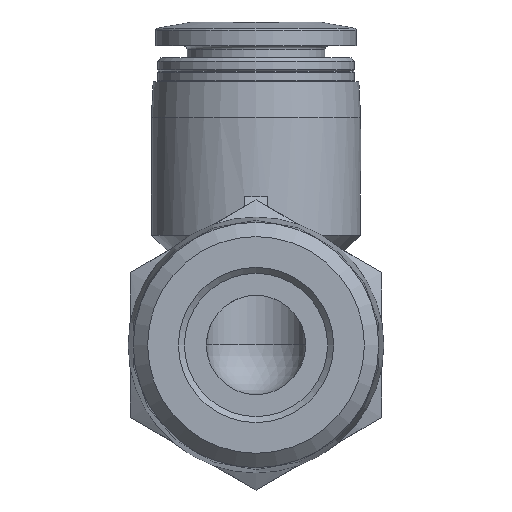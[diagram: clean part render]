
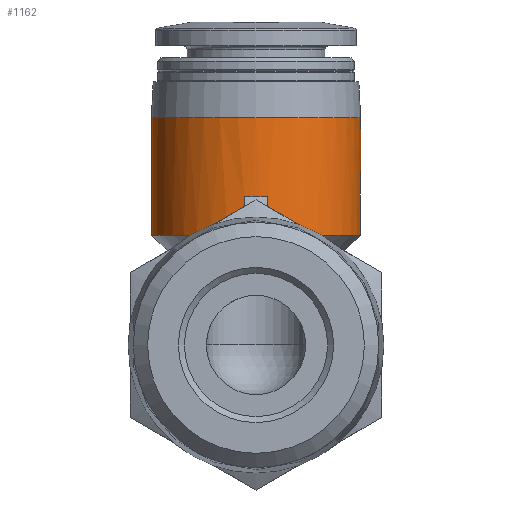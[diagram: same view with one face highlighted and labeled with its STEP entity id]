
A CAD part, front view. The second image highlights one B-rep face of the part: STEP entity #1162.
In plain terms, the highlighted cylindrical face has radius 8.75 mm (diameter 17.5 mm), a full revolution.
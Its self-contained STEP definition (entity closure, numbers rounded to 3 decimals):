
#45=LINE('',#1682,#62);
#46=LINE('',#1686,#63);
#62=VECTOR('',#1420,1000.);
#63=VECTOR('',#1423,1000.);
#132=ELLIPSE('',#1255,12.374,8.75);
#187=ORIENTED_EDGE('',*,*,#367,.F.);
#188=ORIENTED_EDGE('',*,*,#368,.F.);
#189=ORIENTED_EDGE('',*,*,#369,.F.);
#190=ORIENTED_EDGE('',*,*,#370,.T.);
#191=ORIENTED_EDGE('',*,*,#366,.T.);
#366=EDGE_CURVE('',#459,#459,#518,.T.);
#367=EDGE_CURVE('',#460,#461,#519,.T.);
#368=EDGE_CURVE('',#462,#460,#45,.T.);
#369=EDGE_CURVE('',#463,#462,#132,.T.);
#370=EDGE_CURVE('',#463,#461,#46,.T.);
#459=VERTEX_POINT('',#1677);
#460=VERTEX_POINT('',#1680);
#461=VERTEX_POINT('',#1681);
#462=VERTEX_POINT('',#1683);
#463=VERTEX_POINT('',#1685);
#518=CIRCLE('',#1252,8.75);
#519=CIRCLE('',#1254,8.75);
#579=EDGE_LOOP('',(#187,#188,#189,#190));
#580=EDGE_LOOP('',(#191));
#668=FACE_BOUND('',#579,.T.);
#669=FACE_BOUND('',#580,.T.);
#725=CYLINDRICAL_SURFACE('',#1253,8.75);
#1162=ADVANCED_FACE('',(#668,#669),#725,.T.);
#1252=AXIS2_PLACEMENT_3D('',#1676,#1414,#1415);
#1253=AXIS2_PLACEMENT_3D('',#1678,#1416,#1417);
#1254=AXIS2_PLACEMENT_3D('',#1679,#1418,#1419);
#1255=AXIS2_PLACEMENT_3D('',#1684,#1421,#1422);
#1414=DIRECTION('',(0.,0.,-1.));
#1415=DIRECTION('',(-1.,0.,0.));
#1416=DIRECTION('',(0.,0.,-1.));
#1417=DIRECTION('',(-1.,0.,0.));
#1418=DIRECTION('',(0.,0.,-1.));
#1419=DIRECTION('',(-1.,0.,0.));
#1420=DIRECTION('',(0.,0.,-1.));
#1421=DIRECTION('',(0.,0.707,-0.707));
#1422=DIRECTION('',(0.,-0.707,-0.707));
#1423=DIRECTION('',(0.,0.,-1.));
#1676=CARTESIAN_POINT('',(0.,40.5,19.));
#1677=CARTESIAN_POINT('',(-8.75,40.5,19.));
#1678=CARTESIAN_POINT('',(0.,40.5,-6.125));
#1679=CARTESIAN_POINT('',(0.,40.5,9.18));
#1680=CARTESIAN_POINT('',(-1.,31.807,9.18));
#1681=CARTESIAN_POINT('',(1.,31.807,9.18));
#1682=CARTESIAN_POINT('',(-1.,31.807,-6.125));
#1683=CARTESIAN_POINT('',(-1.,31.807,12.432));
#1684=CARTESIAN_POINT('',(0.,40.5,21.125));
#1685=CARTESIAN_POINT('',(1.,31.807,12.432));
#1686=CARTESIAN_POINT('',(1.,31.807,-6.125));
